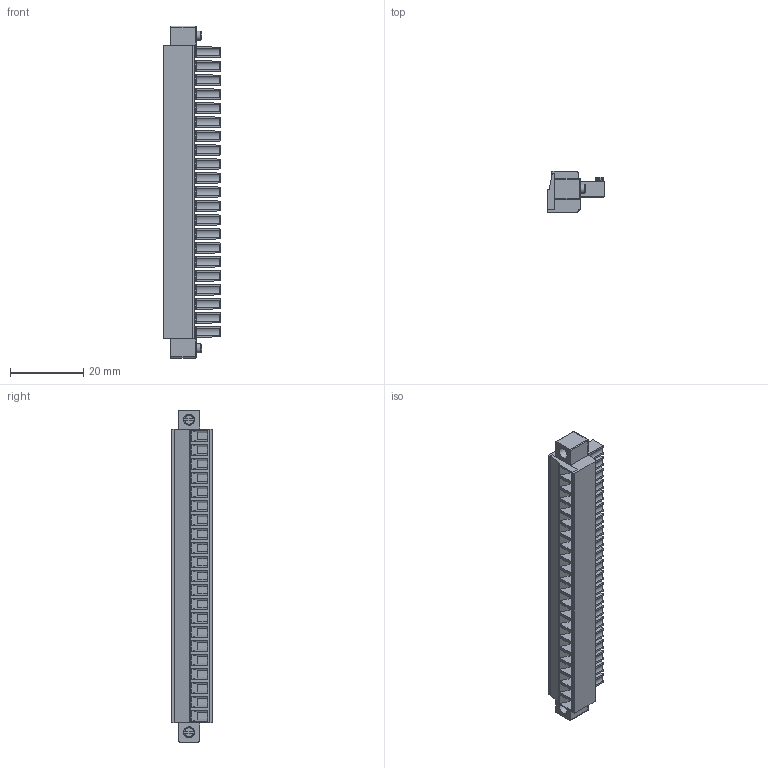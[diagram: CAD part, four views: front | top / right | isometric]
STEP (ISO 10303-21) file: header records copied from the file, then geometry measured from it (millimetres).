
FILE_DESCRIPTION(('STEP AP214'),'1');
FILE_NAME('SH11-7,62-K-S.stp','2018-11-19T11:35:56',(' '),(' '),'Spatial InterOp 3D',' ',' ');
FILE_SCHEMA(('AUTOMOTIVE_DESIGN { 1 0 10303 214 1 1 1 1 }'));
Length unit declared in the file: metre
Products named in the file (1): 1
Bounding box: 15.5 x 11.1 x 90.41 mm (x, y, z)
Volume: 7678.4 mm3; surface area: 8788.9 mm2
Topology: 1 solids, 1 shells, 1536 faces, 4052 edges, 2579 vertices
Faces by surface type: plane 1015, cylinder 363, cone 65, torus 47, sphere 46
Full cylindrical faces by diameter (mm): 1.2 x21, 1.8 x10, 2.5 x2, 2.8 x21, 3 x23
Entity records: 58014 total; most frequent: CARTESIAN_POINT 8787, ORIENTED_EDGE 7536, DIRECTION 7516, EDGE_CURVE 3768, LINE 2814, VECTOR 2814, VERTEX_POINT 2483, AXIS2_PLACEMENT_3D 2351
